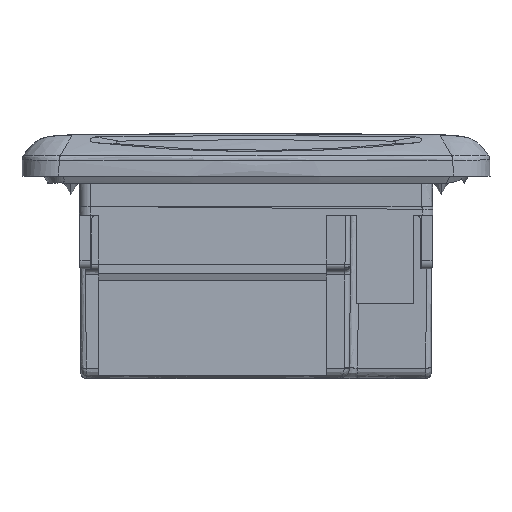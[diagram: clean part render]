
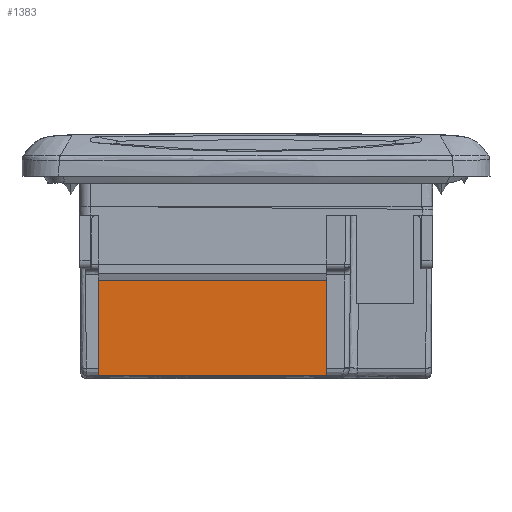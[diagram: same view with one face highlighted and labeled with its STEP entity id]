
A CAD part, left-side view. The second image highlights one B-rep face of the part: STEP entity #1383.
In plain terms, the highlighted free-form (B-spline) face has degree [1, 1] with [2, 2] control points.
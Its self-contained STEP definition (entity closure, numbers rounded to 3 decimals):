
#674 = VERTEX_POINT('',#675);
#675 = CARTESIAN_POINT('',(-61.075,43.297,
    128.842));
#688 = VERTEX_POINT('',#689);
#689 = CARTESIAN_POINT('',(-61.075,-10.973,
    128.842));
#694 = EDGE_CURVE('',#688,#674,#695,.T.);
#695 = B_SPLINE_CURVE_WITH_KNOTS('',1,(#696,#697),.UNSPECIFIED.,.F.,.F.,
  (2,2),(-42.,0.),.PIECEWISE_BEZIER_KNOTS.);
#696 = CARTESIAN_POINT('',(-61.075,-10.973,
    128.842));
#697 = CARTESIAN_POINT('',(-61.075,43.297,
    128.842));
#721 = EDGE_CURVE('',#674,#722,#724,.T.);
#722 = VERTEX_POINT('',#723);
#723 = CARTESIAN_POINT('',(-61.075,43.297,
    151.454));
#724 = B_SPLINE_CURVE_WITH_KNOTS('',1,(#725,#726),.UNSPECIFIED.,.F.,.F.,
  (2,2),(-29.5,-12.),.PIECEWISE_BEZIER_KNOTS.);
#725 = CARTESIAN_POINT('',(-61.075,43.297,
    128.842));
#726 = CARTESIAN_POINT('',(-61.075,43.297,
    151.454));
#814 = VERTEX_POINT('',#815);
#815 = CARTESIAN_POINT('',(-61.075,-10.973,
    151.454));
#820 = EDGE_CURVE('',#814,#688,#821,.T.);
#821 = B_SPLINE_CURVE_WITH_KNOTS('',1,(#822,#823),.UNSPECIFIED.,.F.,.F.,
  (2,2),(12.,29.5),.PIECEWISE_BEZIER_KNOTS.);
#822 = CARTESIAN_POINT('',(-61.075,-10.973,
    151.454));
#823 = CARTESIAN_POINT('',(-61.075,-10.973,
    128.842));
#1383 = ADVANCED_FACE('',(#1384),#1394,.T.);
#1384 = FACE_BOUND('',#1385,.T.);
#1385 = EDGE_LOOP('',(#1386,#1391,#1392,#1393));
#1386 = ORIENTED_EDGE('',*,*,#1387,.T.);
#1387 = EDGE_CURVE('',#814,#722,#1388,.T.);
#1388 = B_SPLINE_CURVE_WITH_KNOTS('',1,(#1389,#1390),.UNSPECIFIED.,.F.,
  .F.,(2,2),(-42.,0.),.PIECEWISE_BEZIER_KNOTS.);
#1389 = CARTESIAN_POINT('',(-61.075,-10.973,
    151.454));
#1390 = CARTESIAN_POINT('',(-61.075,43.297,
    151.454));
#1391 = ORIENTED_EDGE('',*,*,#721,.F.);
#1392 = ORIENTED_EDGE('',*,*,#694,.F.);
#1393 = ORIENTED_EDGE('',*,*,#820,.F.);
#1394 = B_SPLINE_SURFACE_WITH_KNOTS('',1,1,(
    (#1395,#1396)
    ,(#1397,#1398
    )),.UNSPECIFIED.,.F.,.F.,.F.,(2,2),(2,2),(0.,17.5),(-42.,0.),
  .PIECEWISE_BEZIER_KNOTS.);
#1395 = CARTESIAN_POINT('',(-61.075,-10.973,
    128.842));
#1396 = CARTESIAN_POINT('',(-61.075,43.297,
    128.842));
#1397 = CARTESIAN_POINT('',(-61.075,-10.973,
    151.454));
#1398 = CARTESIAN_POINT('',(-61.075,43.297,
    151.454));
